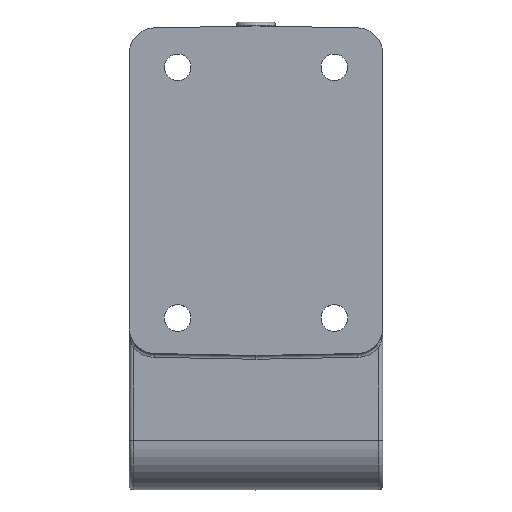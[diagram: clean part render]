
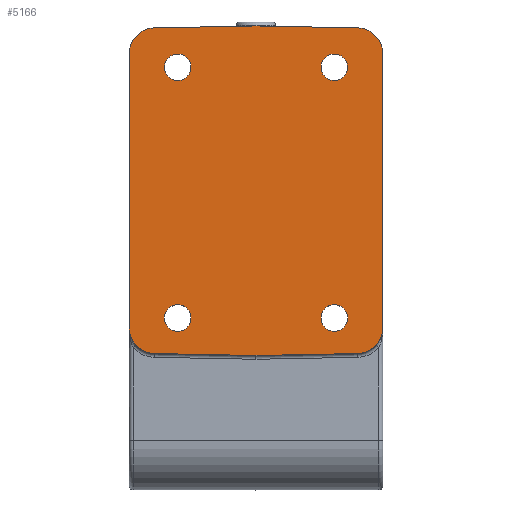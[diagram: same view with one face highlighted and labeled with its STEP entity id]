
A CAD part, top view. The second image highlights one B-rep face of the part: STEP entity #5166.
In plain terms, the highlighted planar face has unit normal (0, 0, 1).
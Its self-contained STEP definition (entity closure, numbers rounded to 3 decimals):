
#163=FACE_BOUND('',#737,.T.);
#164=FACE_BOUND('',#738,.T.);
#165=FACE_BOUND('',#739,.T.);
#166=FACE_BOUND('',#740,.T.);
#395=FACE_OUTER_BOUND('',#736,.T.);
#736=EDGE_LOOP('',(#3282,#3283,#3284,#3285,#3286,#3287,#3288,#3289,#3290,
#3291));
#737=EDGE_LOOP('',(#3292));
#738=EDGE_LOOP('',(#3293));
#739=EDGE_LOOP('',(#3294));
#740=EDGE_LOOP('',(#3295));
#1128=CIRCLE('',#5538,13.);
#1129=CIRCLE('',#5539,13.);
#1130=CIRCLE('',#5540,13.);
#1131=CIRCLE('',#5541,13.);
#1132=CIRCLE('',#5542,6.75);
#1133=CIRCLE('',#5543,6.75);
#1134=CIRCLE('',#5544,6.75);
#1135=CIRCLE('',#5545,6.75);
#1564=LINE('',#7849,#1814);
#1565=LINE('',#7853,#1815);
#1566=LINE('',#7857,#1816);
#1567=LINE('',#7859,#1817);
#1568=LINE('',#7863,#1818);
#1569=LINE('',#7866,#1819);
#1814=VECTOR('',#6246,10.);
#1815=VECTOR('',#6249,10.);
#1816=VECTOR('',#6252,10.);
#1817=VECTOR('',#6253,10.);
#1818=VECTOR('',#6256,10.);
#1819=VECTOR('',#6259,10.);
#2087=VERTEX_POINT('',#7847);
#2088=VERTEX_POINT('',#7848);
#2089=VERTEX_POINT('',#7850);
#2090=VERTEX_POINT('',#7852);
#2091=VERTEX_POINT('',#7854);
#2092=VERTEX_POINT('',#7856);
#2093=VERTEX_POINT('',#7858);
#2094=VERTEX_POINT('',#7860);
#2095=VERTEX_POINT('',#7862);
#2096=VERTEX_POINT('',#7864);
#2097=VERTEX_POINT('',#7867);
#2098=VERTEX_POINT('',#7869);
#2099=VERTEX_POINT('',#7871);
#2100=VERTEX_POINT('',#7873);
#2527=EDGE_CURVE('',#2087,#2088,#1564,.T.);
#2528=EDGE_CURVE('',#2088,#2089,#1128,.T.);
#2529=EDGE_CURVE('',#2089,#2090,#1565,.T.);
#2530=EDGE_CURVE('',#2090,#2091,#1129,.T.);
#2531=EDGE_CURVE('',#2091,#2092,#1566,.T.);
#2532=EDGE_CURVE('',#2092,#2093,#1567,.T.);
#2533=EDGE_CURVE('',#2093,#2094,#1130,.T.);
#2534=EDGE_CURVE('',#2094,#2095,#1568,.T.);
#2535=EDGE_CURVE('',#2095,#2096,#1131,.T.);
#2536=EDGE_CURVE('',#2096,#2087,#1569,.T.);
#2537=EDGE_CURVE('',#2097,#2097,#1132,.T.);
#2538=EDGE_CURVE('',#2098,#2098,#1133,.T.);
#2539=EDGE_CURVE('',#2099,#2099,#1134,.T.);
#2540=EDGE_CURVE('',#2100,#2100,#1135,.T.);
#3282=ORIENTED_EDGE('',*,*,#2527,.T.);
#3283=ORIENTED_EDGE('',*,*,#2528,.T.);
#3284=ORIENTED_EDGE('',*,*,#2529,.T.);
#3285=ORIENTED_EDGE('',*,*,#2530,.T.);
#3286=ORIENTED_EDGE('',*,*,#2531,.T.);
#3287=ORIENTED_EDGE('',*,*,#2532,.T.);
#3288=ORIENTED_EDGE('',*,*,#2533,.T.);
#3289=ORIENTED_EDGE('',*,*,#2534,.T.);
#3290=ORIENTED_EDGE('',*,*,#2535,.T.);
#3291=ORIENTED_EDGE('',*,*,#2536,.T.);
#3292=ORIENTED_EDGE('',*,*,#2537,.T.);
#3293=ORIENTED_EDGE('',*,*,#2538,.T.);
#3294=ORIENTED_EDGE('',*,*,#2539,.T.);
#3295=ORIENTED_EDGE('',*,*,#2540,.T.);
#4767=PLANE('',#5537);
#5166=ADVANCED_FACE('',(#395,#163,#164,#165,#166),#4767,.F.);
#5537=AXIS2_PLACEMENT_3D('',#7846,#6244,#6245);
#5538=AXIS2_PLACEMENT_3D('',#7851,#6247,#6248);
#5539=AXIS2_PLACEMENT_3D('',#7855,#6250,#6251);
#5540=AXIS2_PLACEMENT_3D('',#7861,#6254,#6255);
#5541=AXIS2_PLACEMENT_3D('',#7865,#6257,#6258);
#5542=AXIS2_PLACEMENT_3D('',#7868,#6260,#6261);
#5543=AXIS2_PLACEMENT_3D('',#7870,#6262,#6263);
#5544=AXIS2_PLACEMENT_3D('',#7872,#6264,#6265);
#5545=AXIS2_PLACEMENT_3D('',#7874,#6266,#6267);
#6244=DIRECTION('center_axis',(0.,0.,-1.));
#6245=DIRECTION('ref_axis',(-1.,0.,0.));
#6246=DIRECTION('',(-1.,-0.019,0.));
#6247=DIRECTION('center_axis',(0.,0.,1.));
#6248=DIRECTION('ref_axis',(-0.019,1.,0.));
#6249=DIRECTION('',(0.,-1.,0.));
#6250=DIRECTION('center_axis',(0.,0.,1.));
#6251=DIRECTION('ref_axis',(-1.,0.,0.));
#6252=DIRECTION('',(1.,-0.019,0.));
#6253=DIRECTION('',(1.,0.019,0.));
#6254=DIRECTION('center_axis',(0.,0.,1.));
#6255=DIRECTION('ref_axis',(0.019,-1.,0.));
#6256=DIRECTION('',(0.,1.,0.));
#6257=DIRECTION('center_axis',(0.,0.,1.));
#6258=DIRECTION('ref_axis',(1.,0.,0.));
#6259=DIRECTION('',(-1.,0.019,0.));
#6260=DIRECTION('center_axis',(0.,0.,-1.));
#6261=DIRECTION('ref_axis',(1.,0.,0.));
#6262=DIRECTION('center_axis',(0.,0.,-1.));
#6263=DIRECTION('ref_axis',(1.,0.,0.));
#6264=DIRECTION('center_axis',(0.,0.,-1.));
#6265=DIRECTION('ref_axis',(1.,0.,0.));
#6266=DIRECTION('center_axis',(0.,0.,-1.));
#6267=DIRECTION('ref_axis',(1.,0.,0.));
#7846=CARTESIAN_POINT('Origin',(0.,0.,-85.));
#7847=CARTESIAN_POINT('',(0.,89.3,-85.));
#7848=CARTESIAN_POINT('',(-51.5,88.311,-85.));
#7849=CARTESIAN_POINT('',(0.,89.3,-85.));
#7850=CARTESIAN_POINT('',(-64.25,75.314,-85.));
#7851=CARTESIAN_POINT('Origin',(-51.25,75.314,-85.));
#7852=CARTESIAN_POINT('',(-64.25,-63.714,-85.));
#7853=CARTESIAN_POINT('',(-64.25,75.314,-85.));
#7854=CARTESIAN_POINT('',(-51.5,-76.711,-85.));
#7855=CARTESIAN_POINT('Origin',(-51.25,-63.714,-85.));
#7856=CARTESIAN_POINT('',(0.,-77.7,-85.));
#7857=CARTESIAN_POINT('',(-51.5,-76.711,-85.));
#7858=CARTESIAN_POINT('',(51.5,-76.711,-85.));
#7859=CARTESIAN_POINT('',(0.,-77.7,-85.));
#7860=CARTESIAN_POINT('',(64.25,-63.714,-85.));
#7861=CARTESIAN_POINT('Origin',(51.25,-63.714,-85.));
#7862=CARTESIAN_POINT('',(64.25,75.314,-85.));
#7863=CARTESIAN_POINT('',(64.25,-63.714,-85.));
#7864=CARTESIAN_POINT('',(51.5,88.311,-85.));
#7865=CARTESIAN_POINT('Origin',(51.25,75.314,-85.));
#7866=CARTESIAN_POINT('',(51.5,88.311,-85.));
#7867=CARTESIAN_POINT('',(46.45,68.3,-85.));
#7868=CARTESIAN_POINT('Origin',(39.7,68.3,-85.));
#7869=CARTESIAN_POINT('',(-32.95,-58.7,-85.));
#7870=CARTESIAN_POINT('Origin',(-39.7,-58.7,-85.));
#7871=CARTESIAN_POINT('',(-32.95,68.3,-85.));
#7872=CARTESIAN_POINT('Origin',(-39.7,68.3,-85.));
#7873=CARTESIAN_POINT('',(46.45,-58.7,-85.));
#7874=CARTESIAN_POINT('Origin',(39.7,-58.7,-85.));
